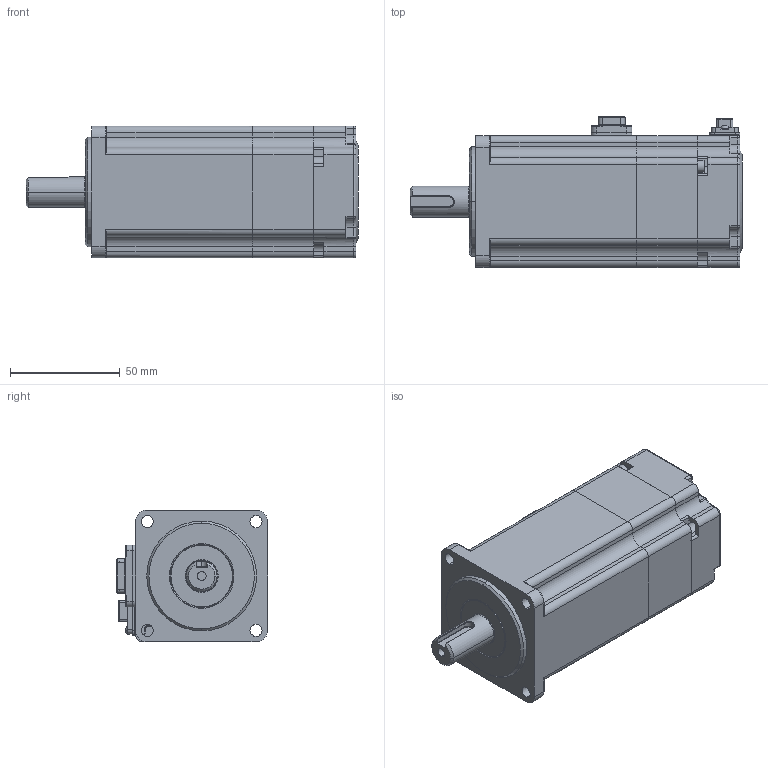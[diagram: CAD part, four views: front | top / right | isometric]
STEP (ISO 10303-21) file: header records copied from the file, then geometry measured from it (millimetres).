
FILE_DESCRIPTION (( 'STEP AP203' ), '1' );
FILE_NAME ('MS6H(S)-60CS(CM)30BZ3-20P4.STEP', '2022-03-18T01:14:10', ( '' ), ( '' ), 'SwSTEP 2.0', 'SolidWorks 2016', '' );
FILE_SCHEMA (( 'CONFIG_CONTROL_DESIGN' ));
Length unit declared in the file: millimetre
Products named in the file (2): MS6H(S)-60CS(CM)30BZ3-20P4
Bounding box: 151.15 x 68.8 x 60 mm (x, y, z)
Surface area: 42425.1 mm2 (no closed solid volume)
Topology: 0 solids, 19 shells, 635 faces, 2144 edges, 1504 vertices
Faces by surface type: plane 276, cylinder 244, torus 62, cone 23, bspline 22, sphere 8
Entity records: 24429 total; most frequent: CARTESIAN_POINT 5679, DIRECTION 4016, ORIENTED_EDGE 3492, EDGE_CURVE 2128, VERTEX_POINT 1504, AXIS2_PLACEMENT_3D 1351, VECTOR 1314, LINE 1314
